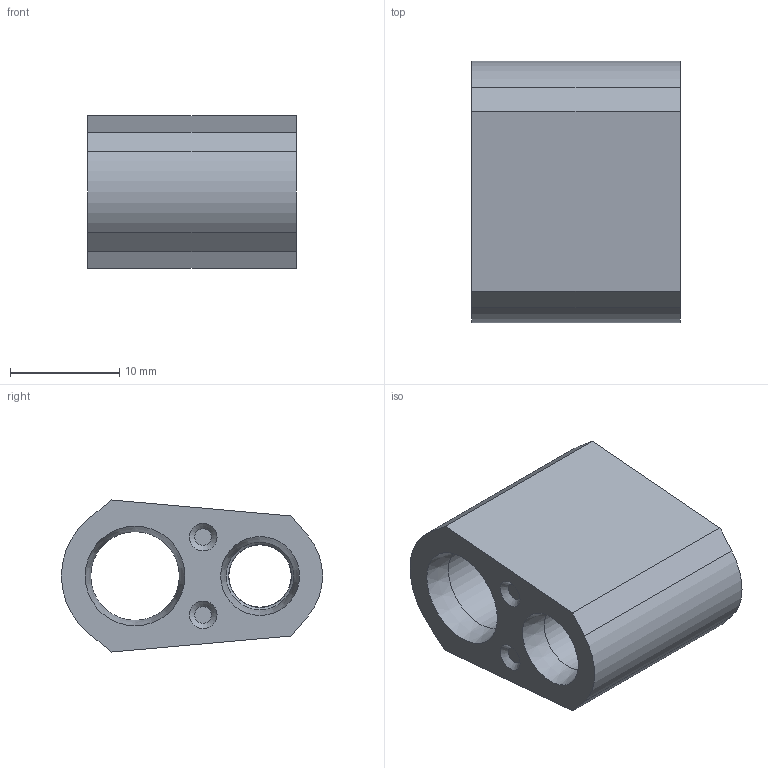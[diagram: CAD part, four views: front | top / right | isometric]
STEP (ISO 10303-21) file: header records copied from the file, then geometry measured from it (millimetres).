
FILE_DESCRIPTION(/* description */ (''),/* implementation_level */ '2;1');
FILE_NAME(/* name */ 'vibration_motor_holder.step',/* time_stamp */ '2022-01-04T08:38:50-08:00',/* author */ (''),/* organization */ (''),/* preprocessor_version */ 'ST-DEVELOPER v18.1',/* originating_system */ 'Autodesk Translation Framework v10.10.0.1391',/* authorisation */ '');
FILE_SCHEMA (('AUTOMOTIVE_DESIGN { 1 0 10303 214 3 1 1 }'));
Length unit declared in the file: inch
Products named in the file (1): motor holder
Bounding box: 19.05 x 23.88 x 13.9 mm (x, y, z)
Volume: 3533.1 mm3; surface area: 2426.2 mm2
Topology: 1 solids, 1 shells, 23 faces, 48 edges, 31 vertices
Faces by surface type: plane 12, cylinder 6, cone 5
Full cylindrical faces by diameter (mm): 5.7 x1, 6.2 x2, 8.1 x1
Entity records: 660 total; most frequent: DIRECTION 115, CARTESIAN_POINT 103, ORIENTED_EDGE 96, EDGE_CURVE 48, AXIS2_PLACEMENT_3D 43, EDGE_LOOP 31, VERTEX_POINT 31, LINE 29
